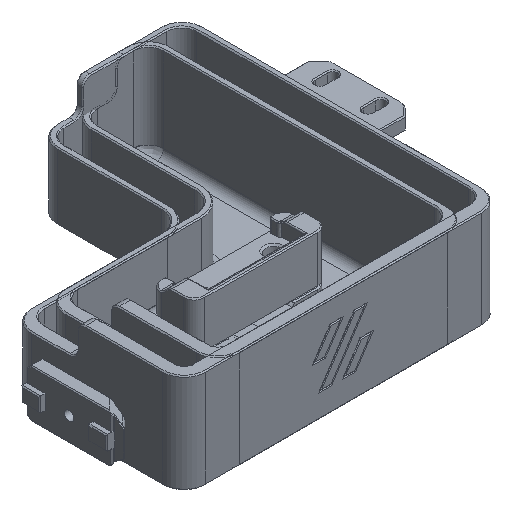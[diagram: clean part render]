
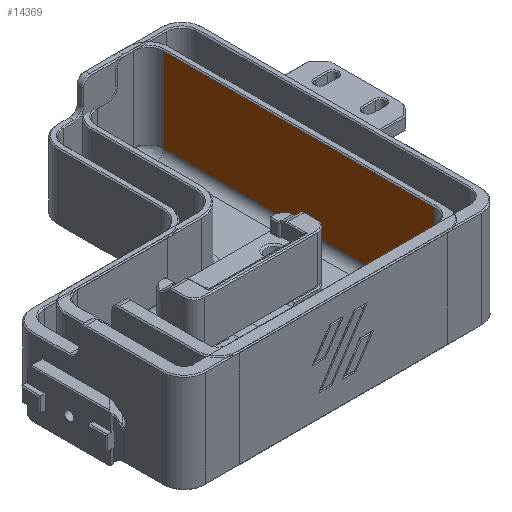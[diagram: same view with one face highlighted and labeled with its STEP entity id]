
A CAD part, isometric view. The second image highlights one B-rep face of the part: STEP entity #14369.
In plain terms, the highlighted planar face has unit normal (-1, 0, 0).
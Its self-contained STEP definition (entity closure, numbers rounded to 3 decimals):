
#1606=LINE('',#27908,#2989);
#1608=LINE('',#27934,#2991);
#1609=LINE('',#27937,#2992);
#1610=LINE('',#27938,#2993);
#2989=VECTOR('',#19277,10.);
#2991=VECTOR('',#19299,10.);
#2992=VECTOR('',#19302,10.);
#2993=VECTOR('',#19303,10.);
#3640=PLANE('',#15677);
#4475=FACE_OUTER_BOUND('',#5401,.T.);
#5401=EDGE_LOOP('',(#12816,#12817,#12818,#12819));
#7176=VERTEX_POINT('',#27900);
#7178=VERTEX_POINT('',#27906);
#7183=VERTEX_POINT('',#27932);
#7184=VERTEX_POINT('',#27936);
#9082=EDGE_CURVE('',#7178,#7176,#1606,.T.);
#9091=EDGE_CURVE('',#7176,#7183,#1608,.T.);
#9092=EDGE_CURVE('',#7183,#7184,#1609,.T.);
#9093=EDGE_CURVE('',#7184,#7178,#1610,.T.);
#12816=ORIENTED_EDGE('',*,*,#9092,.F.);
#12817=ORIENTED_EDGE('',*,*,#9091,.F.);
#12818=ORIENTED_EDGE('',*,*,#9082,.F.);
#12819=ORIENTED_EDGE('',*,*,#9093,.F.);
#14369=ADVANCED_FACE('',(#4475),#3640,.T.);
#15677=AXIS2_PLACEMENT_3D('',#27935,#19300,#19301);
#19277=DIRECTION('',(0.,1.,0.));
#19299=DIRECTION('',(0.,0.,1.));
#19300=DIRECTION('center_axis',(-1.,0.,0.));
#19301=DIRECTION('ref_axis',(0.,-1.,0.));
#19302=DIRECTION('',(0.,-1.,0.));
#19303=DIRECTION('',(0.,0.,-1.));
#27900=CARTESIAN_POINT('',(321.06,24.813,-33.096));
#27906=CARTESIAN_POINT('',(321.06,-76.6,-33.096));
#27908=CARTESIAN_POINT('',(321.06,-1.14,-33.096));
#27932=CARTESIAN_POINT('',(321.06,24.813,-1.486));
#27934=CARTESIAN_POINT('',(321.06,24.813,-38.096));
#27935=CARTESIAN_POINT('Origin',(321.06,24.813,-38.096));
#27936=CARTESIAN_POINT('',(321.06,-76.6,-1.486));
#27937=CARTESIAN_POINT('',(321.06,-1.14,-1.486));
#27938=CARTESIAN_POINT('',(321.06,-76.6,-36.096));
